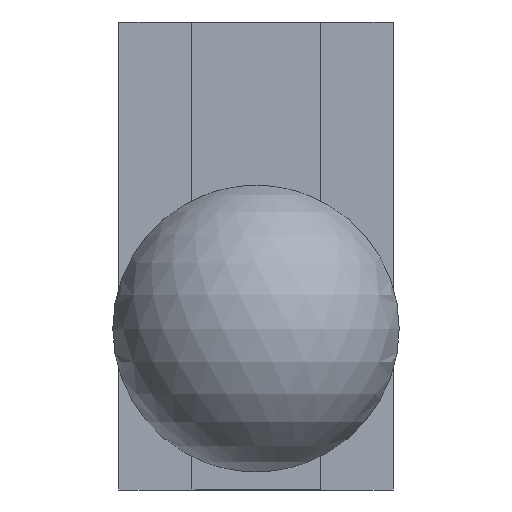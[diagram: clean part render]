
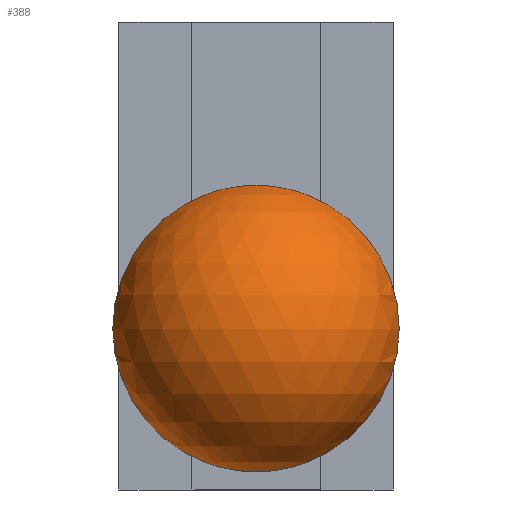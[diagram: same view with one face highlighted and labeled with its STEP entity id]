
A CAD part, left-side view. The second image highlights one B-rep face of the part: STEP entity #388.
In plain terms, the highlighted spherical face has radius 9 mm.
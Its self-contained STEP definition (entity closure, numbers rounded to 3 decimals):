
#362=CARTESIAN_POINT('',(-24.5,0.,-28.874));
#363=VERTEX_POINT('',#362);
#364=CARTESIAN_POINT('',(-24.5,0.,-20.));
#365=DIRECTION('',(1.0,0.0,0.0));
#366=DIRECTION('',(0.0,0.0,1.0));
#367=AXIS2_PLACEMENT_3D('',#364,#365,#366);
#368=CIRCLE('',#367,8.874);
#369=EDGE_CURVE('',#363,#363,#368,.T.);
#380=CARTESIAN_POINT('',(-23.,0.,-20.));
#381=DIRECTION('',(0.0,0.0,1.0));
#382=DIRECTION('',(1.0,0.0,0.0));
#383=AXIS2_PLACEMENT_3D('',#380,#381,#382);
#384=SPHERICAL_SURFACE('',#383,9.0);
#385=ORIENTED_EDGE('',*,*,#369,.F.);
#386=EDGE_LOOP('',(#385));
#387=FACE_OUTER_BOUND('',#386,.T.);
#388=ADVANCED_FACE('',(#387),#384,.T.);
